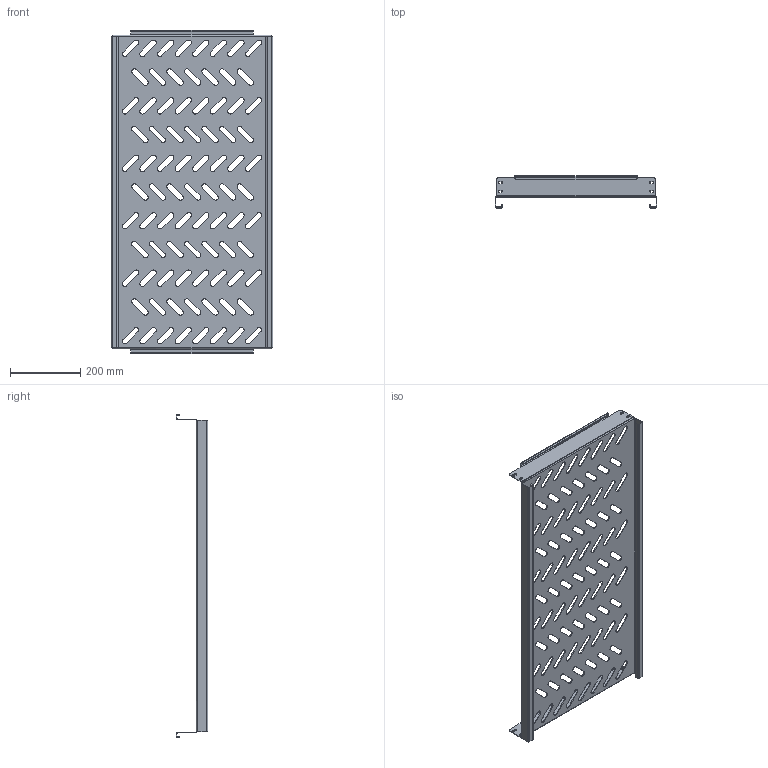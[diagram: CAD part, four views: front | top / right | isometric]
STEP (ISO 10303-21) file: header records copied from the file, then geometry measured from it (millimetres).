
FILE_DESCRIPTION (( 'STEP AP214' ), '1' );
FILE_NAME ('945.305.STEP', '2024-09-25T09:53:05', ( '' ), ( '' ), 'SwSTEP 2.0', 'SolidWorks 2021', '' );
FILE_SCHEMA (( 'AUTOMOTIVE_DESIGN' ));
Length unit declared in the file: millimetre
Products named in the file (1): 945.305
Bounding box: 460 x 90 x 920 mm (x, y, z)
Volume: 992791.6 mm3; surface area: 1022455.2 mm2
Topology: 1 solids, 1 shells, 577 faces, 1637 edges, 1062 vertices
Faces by surface type: cylinder 309, plane 260, bspline 8
Entity records: 19619 total; most frequent: CARTESIAN_POINT 3777, DIRECTION 3355, ORIENTED_EDGE 3274, EDGE_CURVE 1637, AXIS2_PLACEMENT_3D 1188, VERTEX_POINT 1062, LINE 979, VECTOR 979
